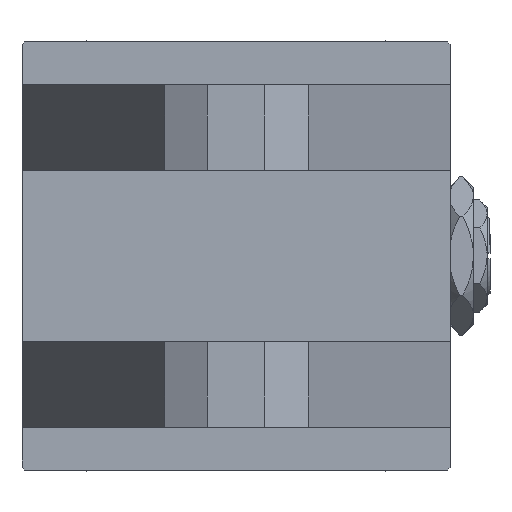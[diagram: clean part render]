
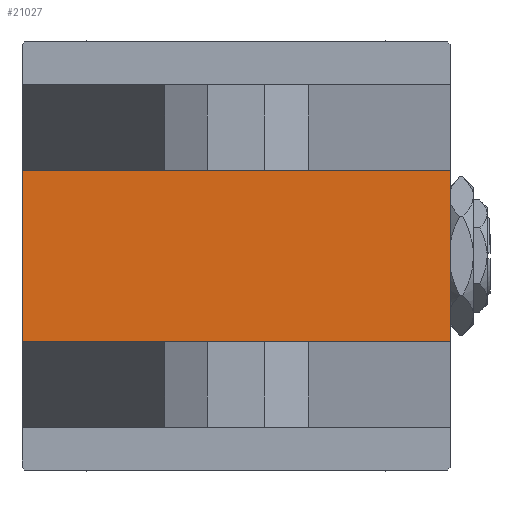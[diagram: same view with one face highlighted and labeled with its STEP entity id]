
A CAD part, left-side view. The second image highlights one B-rep face of the part: STEP entity #21027.
In plain terms, the highlighted planar face has unit normal (-1, 0, 0).
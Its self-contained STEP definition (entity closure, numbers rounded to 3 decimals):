
#624 = EDGE_CURVE ( 'NONE', #38670, #35566, #24845, .T. ) ;
#3593 = VERTEX_POINT ( 'NONE', #42313 ) ;
#8027 = LINE ( 'NONE', #44625, #23614 ) ;
#9355 = CARTESIAN_POINT ( 'NONE',  ( 0., 0., 0. ) ) ;
#10249 = VECTOR ( 'NONE', #49486, 1000. ) ;
#11410 = LINE ( 'NONE', #11925, #41434 ) ;
#11925 = CARTESIAN_POINT ( 'NONE',  ( 0., 37.5, -37.5 ) ) ;
#13083 = FACE_OUTER_BOUND ( 'NONE', #29934, .T. ) ;
#14005 = VERTEX_POINT ( 'NONE', #50077 ) ;
#14886 = ORIENTED_EDGE ( 'NONE', *, *, #50446, .T. ) ;
#14987 = CARTESIAN_POINT ( 'NONE',  ( 0., 15., -37.5 ) ) ;
#16925 = LINE ( 'NONE', #17696, #38110 ) ;
#17696 = CARTESIAN_POINT ( 'NONE',  ( 0., 37.5, 37.5 ) ) ;
#19710 = DIRECTION ( 'NONE',  ( 0., 0., -1. ) ) ;
#20262 = ORIENTED_EDGE ( 'NONE', *, *, #624, .T. ) ;
#21027 = ADVANCED_FACE ( 'NONE', ( #13083 ), #45685, .T. ) ;
#23614 = VECTOR ( 'NONE', #19710, 1000. ) ;
#24582 = CARTESIAN_POINT ( 'NONE',  ( 0., 15., 37.5 ) ) ;
#24845 = LINE ( 'NONE', #24582, #10249 ) ;
#25008 = DIRECTION ( 'NONE',  ( 0., 0., 1. ) ) ;
#28957 = EDGE_CURVE ( 'NONE', #3593, #14005, #8027, .T. ) ;
#29934 = EDGE_LOOP ( 'NONE', ( #14886, #49892, #47058, #20262 ) ) ;
#31474 = EDGE_CURVE ( 'NONE', #38670, #3593, #16925, .T. ) ;
#32198 = CARTESIAN_POINT ( 'NONE',  ( 0., 15., 37.5 ) ) ;
#32714 = DIRECTION ( 'NONE',  ( -1., 0., 0. ) ) ;
#35566 = VERTEX_POINT ( 'NONE', #14987 ) ;
#38110 = VECTOR ( 'NONE', #45043, 1000. ) ;
#38670 = VERTEX_POINT ( 'NONE', #32198 ) ;
#39772 = DIRECTION ( 'NONE',  ( 0., -1., 0. ) ) ;
#41434 = VECTOR ( 'NONE', #39772, 1000. ) ;
#42313 = CARTESIAN_POINT ( 'NONE',  ( 0., -15., 37.5 ) ) ;
#44625 = CARTESIAN_POINT ( 'NONE',  ( 0., -15., 37.5 ) ) ;
#45043 = DIRECTION ( 'NONE',  ( 0., -1., 0. ) ) ;
#45685 = PLANE ( 'NONE',  #47926 ) ;
#47058 = ORIENTED_EDGE ( 'NONE', *, *, #31474, .F. ) ;
#47926 = AXIS2_PLACEMENT_3D ( 'NONE', #9355, #32714, #25008 ) ;
#49486 = DIRECTION ( 'NONE',  ( 0., 0., -1. ) ) ;
#49892 = ORIENTED_EDGE ( 'NONE', *, *, #28957, .F. ) ;
#50077 = CARTESIAN_POINT ( 'NONE',  ( 0., -15., -37.5 ) ) ;
#50446 = EDGE_CURVE ( 'NONE', #35566, #14005, #11410, .T. ) ;
